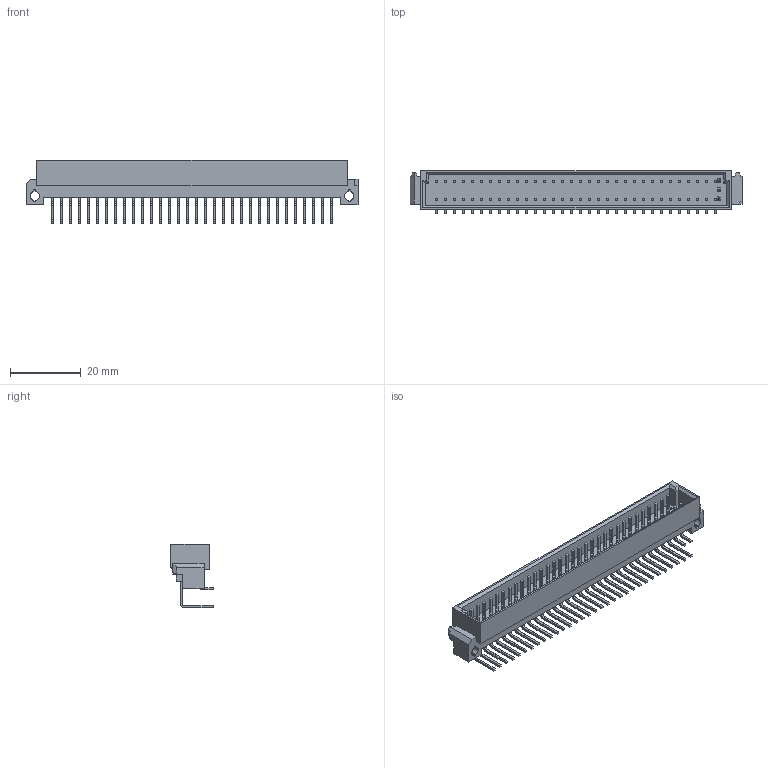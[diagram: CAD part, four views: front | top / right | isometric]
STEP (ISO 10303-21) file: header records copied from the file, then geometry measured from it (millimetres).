
FILE_DESCRIPTION(('STEP AP214'),'1');
FILE_NAME('1098672_5650945-5.stp','2017-06-06T10:00:33',('TraceParts'),('TraceParts S.A.'),'Spatial InterOp 3D',' ',' ');
FILE_SCHEMA(('automotive_design'));
Length unit declared in the file: millimetre
Products named in the file (1): 1098672_5650945-5
Bounding box: 93.85 x 12.1 x 18.02 mm (x, y, z)
Volume: 5184 mm3; surface area: 7911.5 mm2
Topology: 1 solids, 1 shells, 1147 faces, 2994 edges, 1992 vertices
Faces by surface type: plane 1007, cylinder 138, extrusion 2
Entity records: 34745 total; most frequent: CARTESIAN_POINT 6176, ORIENTED_EDGE 5988, DIRECTION 5560, EDGE_CURVE 2994, VECTOR 2716, LINE 2714, VERTEX_POINT 1992, AXIS2_PLACEMENT_3D 1422
